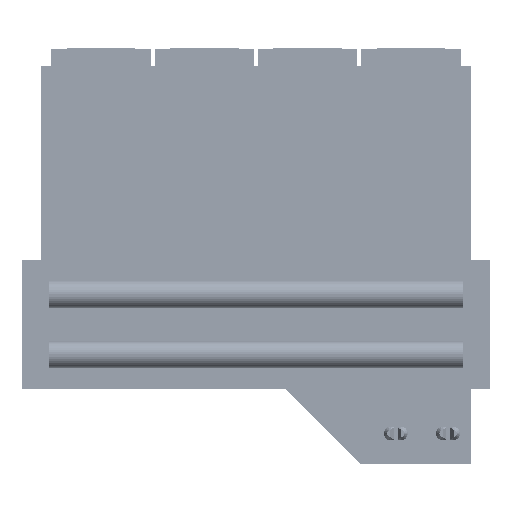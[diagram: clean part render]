
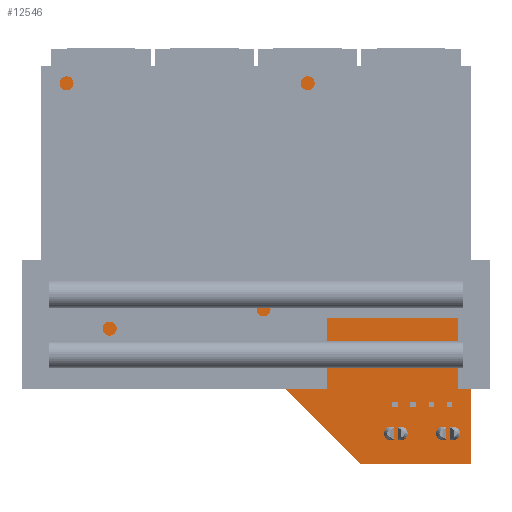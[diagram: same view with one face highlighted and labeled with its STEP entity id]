
A CAD part, left-side view. The second image highlights one B-rep face of the part: STEP entity #12546.
In plain terms, the highlighted face is planar.
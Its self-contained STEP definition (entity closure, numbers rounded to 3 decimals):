
#5319 = VERTEX_POINT ( 'NONE', #18562 ) ;
#5457 = VERTEX_POINT ( 'NONE', #18626 ) ;
#5627 = VERTEX_POINT ( 'NONE', #18719 ) ;
#5708 = VERTEX_POINT ( 'NONE', #18760 ) ;
#5805 = VERTEX_POINT ( 'NONE', #18806 ) ;
#5859 = VERTEX_POINT ( 'NONE', #18851 ) ;
#12546 = ADVANCED_FACE ( 'NONE', ( #38248 ), #42612, .F. ) ;
#14512 = EDGE_CURVE ( 'NONE', #5627, #5805, #35935, .T. ) ;
#14516 = EDGE_CURVE ( 'NONE', #5805, #5708, #35947, .T. ) ;
#14519 = EDGE_CURVE ( 'NONE', #5708, #5319, #35956, .T. ) ;
#14522 = EDGE_CURVE ( 'NONE', #5319, #5457, #35965, .T. ) ;
#14525 = EDGE_CURVE ( 'NONE', #5457, #5859, #35974, .T. ) ;
#14527 = EDGE_CURVE ( 'NONE', #5859, #5627, #35980, .T. ) ;
#18562 = CARTESIAN_POINT ( 'NONE',  ( 43.25, 0., -17.5 ) ) ;
#18626 = CARTESIAN_POINT ( 'NONE',  ( 100., 0., -17.5 ) ) ;
#18719 = CARTESIAN_POINT ( 'NONE',  ( 0., 0., -92.5 ) ) ;
#18760 = CARTESIAN_POINT ( 'NONE',  ( 25.75, 0., 0. ) ) ;
#18806 = CARTESIAN_POINT ( 'NONE',  ( 0., 0., 0. ) ) ;
#18851 = CARTESIAN_POINT ( 'NONE',  ( 100., 0., -92.5 ) ) ;
#21379 = EDGE_LOOP ( 'NONE', ( #42782, #42980, #42815, #42997, #42910, #42952 ) ) ;
#35935 = LINE ( 'NONE', #35936, #44984 ) ;
#35936 = CARTESIAN_POINT ( 'NONE',  ( 0., 0., -92.5 ) ) ;
#35937 = DIRECTION ( 'NONE',  ( 0., 0., 1. ) ) ;
#35947 = LINE ( 'NONE', #35948, #45015 ) ;
#35948 = CARTESIAN_POINT ( 'NONE',  ( 0., 0., 0. ) ) ;
#35949 = DIRECTION ( 'NONE',  ( 1., 0., 0. ) ) ;
#35956 = LINE ( 'NONE', #35957, #44989 ) ;
#35957 = CARTESIAN_POINT ( 'NONE',  ( 25.75, 0., 0. ) ) ;
#35958 = DIRECTION ( 'NONE',  ( 0.707, 0., -0.707 ) ) ;
#35965 = LINE ( 'NONE', #35966, #45034 ) ;
#35966 = CARTESIAN_POINT ( 'NONE',  ( 43.25, 0., -17.5 ) ) ;
#35967 = DIRECTION ( 'NONE',  ( 1., 0., 0. ) ) ;
#35974 = LINE ( 'NONE', #35975, #44979 ) ;
#35975 = CARTESIAN_POINT ( 'NONE',  ( 100., 0., -17.5 ) ) ;
#35976 = DIRECTION ( 'NONE',  ( 0., 0., -1. ) ) ;
#35980 = LINE ( 'NONE', #35981, #44973 ) ;
#35981 = CARTESIAN_POINT ( 'NONE',  ( 100., 0., -92.5 ) ) ;
#35982 = DIRECTION ( 'NONE',  ( -1., 0., 0. ) ) ;
#38067 = AXIS2_PLACEMENT_3D ( 'NONE', #42613, #42614, #42615 ) ;
#38248 = FACE_OUTER_BOUND ( 'NONE', #21379, .T. ) ;
#42612 = PLANE ( 'NONE',  #38067 ) ;
#42613 = CARTESIAN_POINT ( 'NONE',  ( 0., 0., 0. ) ) ;
#42614 = DIRECTION ( 'NONE',  ( 0., 1., 0. ) ) ;
#42615 = DIRECTION ( 'NONE',  ( 0., 0., 1. ) ) ;
#42782 = ORIENTED_EDGE ( 'NONE', *, *, #14512, .F. ) ;
#42815 = ORIENTED_EDGE ( 'NONE', *, *, #14525, .F. ) ;
#42910 = ORIENTED_EDGE ( 'NONE', *, *, #14519, .F. ) ;
#42952 = ORIENTED_EDGE ( 'NONE', *, *, #14516, .F. ) ;
#42980 = ORIENTED_EDGE ( 'NONE', *, *, #14527, .F. ) ;
#42997 = ORIENTED_EDGE ( 'NONE', *, *, #14522, .F. ) ;
#44973 = VECTOR ( 'NONE', #35982, 1000. ) ;
#44979 = VECTOR ( 'NONE', #35976, 1000. ) ;
#44984 = VECTOR ( 'NONE', #35937, 1000. ) ;
#44989 = VECTOR ( 'NONE', #35958, 1000. ) ;
#45015 = VECTOR ( 'NONE', #35949, 1000. ) ;
#45034 = VECTOR ( 'NONE', #35967, 1000. ) ;
